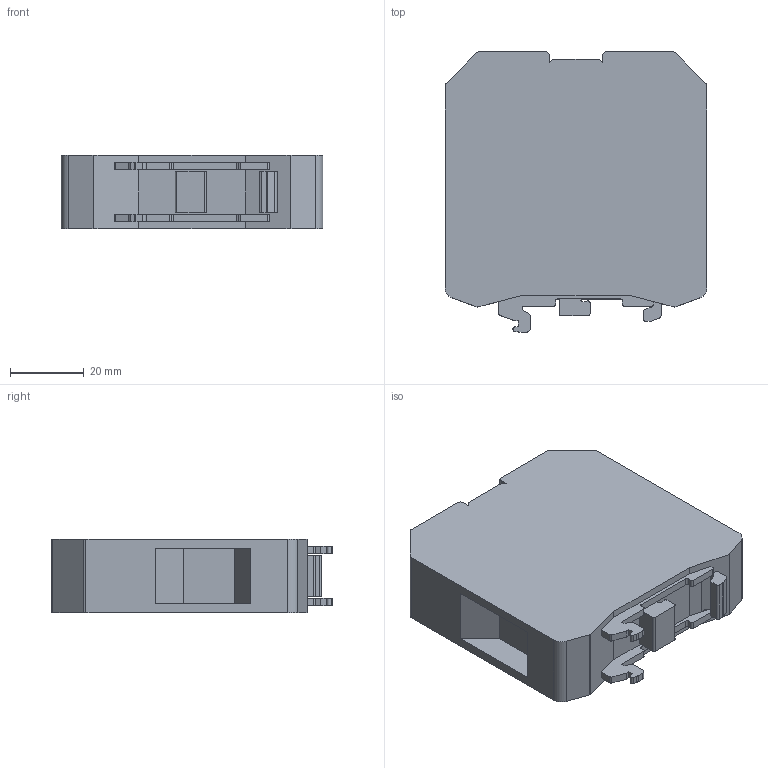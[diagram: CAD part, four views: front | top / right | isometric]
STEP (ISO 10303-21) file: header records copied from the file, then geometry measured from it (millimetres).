
FILE_DESCRIPTION((''),'2;1');
FILE_NAME('PRT0001','2024-01-22T',('Administrator'),(''),'PRO/ENGINEER BY PARAMETRIC TECHNOLOGY CORPORATION, 2013230','PRO/ENGINEER BY PARAMETRIC TECHNOLOGY CORPORATION, 2013230','');
FILE_SCHEMA(('AUTOMOTIVE_DESIGN { 1 0 10303 214 1 1 1 1 }'));
Length unit declared in the file: millimetre
Products named in the file (1): PRT0001
Bounding box: 71 x 76 x 20 mm (x, y, z)
Volume: 83308.6 mm3; surface area: 18185.2 mm2
Topology: 1 solids, 1 shells, 132 faces, 372 edges, 248 vertices
Faces by surface type: plane 90, cylinder 42
Entity records: 4332 total; most frequent: CARTESIAN_POINT 754, ORIENTED_EDGE 744, DIRECTION 720, EDGE_CURVE 372, VECTOR 288, LINE 288, VERTEX_POINT 248, AXIS2_PLACEMENT_3D 216
